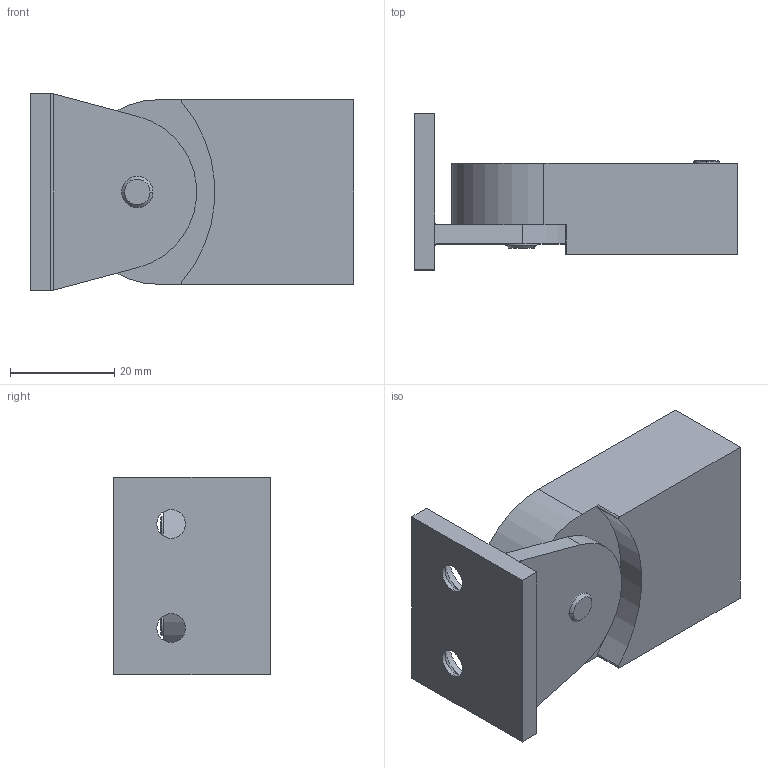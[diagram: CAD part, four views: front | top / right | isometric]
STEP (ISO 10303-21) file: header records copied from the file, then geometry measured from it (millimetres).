
FILE_DESCRIPTION (( 'STEP AP203' ), '1' );
FILE_NAME ('GS-304_ZP-227_P_Cr.STEP', '2019-09-13T13:24:49', ( '' ), ( '' ), 'SwSTEP 2.0', 'SolidWorks 2019', '' );
FILE_SCHEMA (( 'CONFIG_CONTROL_DESIGN' ));
Length unit declared in the file: millimetre
Products named in the file (5): GS-304_ZP-227_P_Cr.P2; GS-304_ZP-227_P_Cr.P1; DIN 7991_M6x15_A2-70; DIN 913_M5x5_A2-70; GS-304_ZP-227_P_Cr
Assembly tree (5 placements, depth 2):
  GS-304_ZP-227_P_Cr
    GS-304_ZP-227_P_Cr.P1
    GS-304_ZP-227_P_Cr.P2
    DIN 7991_M6x15_A2-70
    DIN 913_M5x5_A2-70  x2
Bounding box: 62.2 x 30 x 38 mm (x, y, z)
Volume: 24061.5 mm3; surface area: 14792.2 mm2
Topology: 5 solids, 5 shells, 165 faces, 359 edges, 203 vertices
Faces by surface type: plane 64, cone 49, cylinder 42, torus 10
Entity records: 4347 total; most frequent: CARTESIAN_POINT 738, DIRECTION 704, ORIENTED_EDGE 596, EDGE_CURVE 298, AXIS2_PLACEMENT_3D 280, VERTEX_POINT 174, EDGE_LOOP 152, LINE 144
